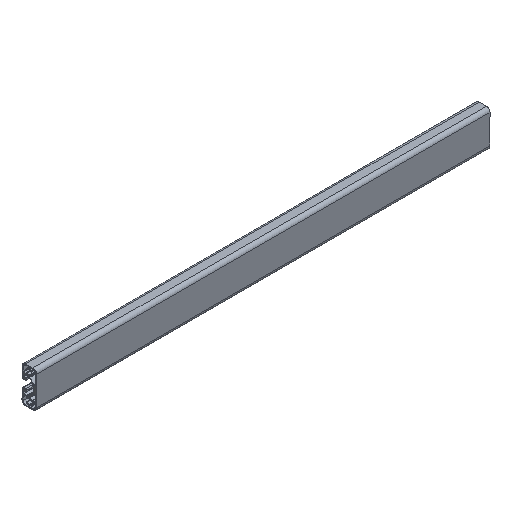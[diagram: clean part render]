
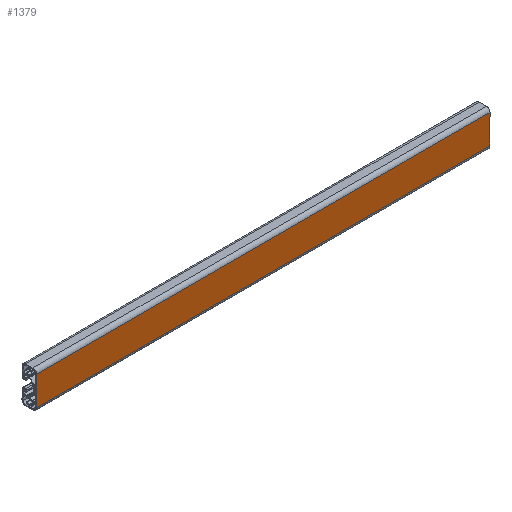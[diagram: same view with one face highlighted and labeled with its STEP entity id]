
A CAD part, isometric view. The second image highlights one B-rep face of the part: STEP entity #1379.
In plain terms, the highlighted planar face has unit normal (0, -1, 0).
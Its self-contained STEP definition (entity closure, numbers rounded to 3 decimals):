
#193 = EDGE_CURVE ( 'NONE', #1736, #1784, #3700, .T. ) ;
#198 = DIRECTION ( 'NONE',  ( 0., 0., 1. ) ) ;
#285 = DIRECTION ( 'NONE',  ( 1., 0., 0. ) ) ;
#462 = ORIENTED_EDGE ( 'NONE', *, *, #1688, .F. ) ;
#471 = LINE ( 'NONE', #1686, #614 ) ;
#499 = VECTOR ( 'NONE', #285, 1000. ) ;
#614 = VECTOR ( 'NONE', #3515, 1000. ) ;
#690 = VECTOR ( 'NONE', #1595, 1000. ) ;
#693 = EDGE_LOOP ( 'NONE', ( #3203, #1693, #462, #2003 ) ) ;
#795 = CARTESIAN_POINT ( 'NONE',  ( 1500., -8., 4184. ) ) ;
#841 = EDGE_CURVE ( 'NONE', #2195, #991, #1518, .T. ) ;
#953 = VECTOR ( 'NONE', #3059, 1000. ) ;
#991 = VERTEX_POINT ( 'NONE', #1912 ) ;
#1111 = PLANE ( 'NONE',  #3557 ) ;
#1147 = EDGE_CURVE ( 'NONE', #991, #1784, #2125, .T. ) ;
#1249 = CARTESIAN_POINT ( 'NONE',  ( 1500., -8., 4216. ) ) ;
#1379 = ADVANCED_FACE ( 'NONE', ( #3217 ), #1111, .F. ) ;
#1518 = LINE ( 'NONE', #3048, #499 ) ;
#1595 = DIRECTION ( 'NONE',  ( 1., 0., 0. ) ) ;
#1686 = CARTESIAN_POINT ( 'NONE',  ( 1500., -8., 4184. ) ) ;
#1688 = EDGE_CURVE ( 'NONE', #2195, #1736, #471, .T. ) ;
#1693 = ORIENTED_EDGE ( 'NONE', *, *, #193, .F. ) ;
#1736 = VERTEX_POINT ( 'NONE', #2938 ) ;
#1784 = VERTEX_POINT ( 'NONE', #2658 ) ;
#1912 = CARTESIAN_POINT ( 'NONE',  ( 2000., -8., 4184. ) ) ;
#1992 = CARTESIAN_POINT ( 'NONE',  ( 1500., -8., 4184. ) ) ;
#2003 = ORIENTED_EDGE ( 'NONE', *, *, #841, .T. ) ;
#2125 = LINE ( 'NONE', #3338, #953 ) ;
#2195 = VERTEX_POINT ( 'NONE', #1992 ) ;
#2658 = CARTESIAN_POINT ( 'NONE',  ( 2000., -8., 4216. ) ) ;
#2925 = DIRECTION ( 'NONE',  ( 0., 1., 0. ) ) ;
#2938 = CARTESIAN_POINT ( 'NONE',  ( 1500., -8., 4216. ) ) ;
#3048 = CARTESIAN_POINT ( 'NONE',  ( 1500., -8., 4184. ) ) ;
#3059 = DIRECTION ( 'NONE',  ( 0., 0., 1. ) ) ;
#3203 = ORIENTED_EDGE ( 'NONE', *, *, #1147, .T. ) ;
#3217 = FACE_OUTER_BOUND ( 'NONE', #693, .T. ) ;
#3338 = CARTESIAN_POINT ( 'NONE',  ( 2000., -8., 4184. ) ) ;
#3515 = DIRECTION ( 'NONE',  ( 0., 0., 1. ) ) ;
#3557 = AXIS2_PLACEMENT_3D ( 'NONE', #795, #2925, #198 ) ;
#3700 = LINE ( 'NONE', #1249, #690 ) ;
